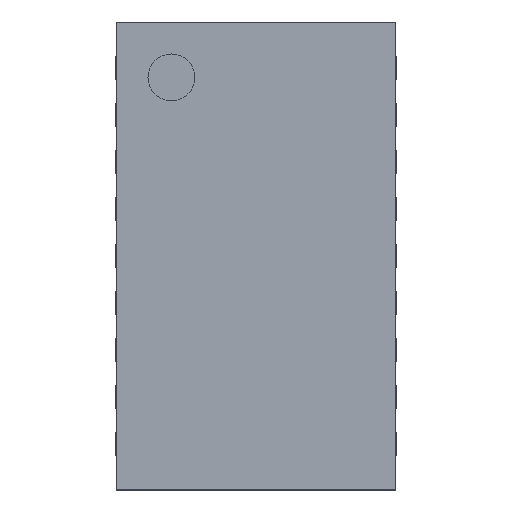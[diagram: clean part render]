
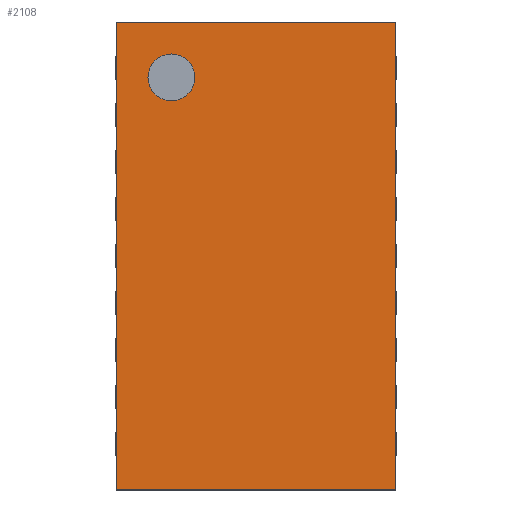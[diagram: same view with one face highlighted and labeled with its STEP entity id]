
A CAD part, top view. The second image highlights one B-rep face of the part: STEP entity #2108.
In plain terms, the highlighted planar face has unit normal (0, 0, 1).
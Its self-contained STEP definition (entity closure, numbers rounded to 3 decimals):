
#12=DIRECTION('',(0.,0.,1.));
#95=DIRECTION('',(0.,0.,-1.));
#152=VECTOR('',#153,1.);
#153=DIRECTION('',(0.,-1.,0.));
#159=VECTOR('',#160,1.);
#160=DIRECTION('',(1.,0.,0.));
#613=VERTEX_POINT('',#614);
#614=CARTESIAN_POINT('',(-1.49,2.49,0.77));
#616=ORIENTED_EDGE('',*,*,#617,.T.);
#617=EDGE_CURVE('',#613,#618,#620,.T.);
#618=VERTEX_POINT('',#619);
#619=CARTESIAN_POINT('',(-1.49,-2.49,0.77));
#620=LINE('',#614,#152);
#783=VERTEX_POINT('',#784);
#784=CARTESIAN_POINT('',(1.49,2.49,0.77));
#787=EDGE_CURVE('',#783,#788,#790,.T.);
#788=VERTEX_POINT('',#789);
#789=CARTESIAN_POINT('',(1.49,-2.49,0.77));
#790=LINE('',#784,#152);
#945=ORIENTED_EDGE('',*,*,#946,.F.);
#946=EDGE_CURVE('',#613,#783,#947,.T.);
#947=LINE('',#614,#159);
#2027=EDGE_CURVE('',#618,#788,#2028,.T.);
#2028=LINE('',#619,#159);
#2108=ADVANCED_FACE('',(#2109,#2113),#2122,.T.);
#2109=FACE_BOUND('',#2110,.T.);
#2110=EDGE_LOOP('',(#945,#616,#2111,#2112));
#2111=ORIENTED_EDGE('',*,*,#2027,.T.);
#2112=ORIENTED_EDGE('',*,*,#787,.F.);
#2113=FACE_BOUND('',#2114,.T.);
#2114=EDGE_LOOP('',(#2115));
#2115=ORIENTED_EDGE('',*,*,#2116,.T.);
#2116=EDGE_CURVE('',#2117,#2117,#2119,.T.);
#2117=VERTEX_POINT('',#2118);
#2118=CARTESIAN_POINT('',(-0.9,1.65,0.77));
#2119=CIRCLE('',#2120,0.25);
#2120=AXIS2_PLACEMENT_3D('',#2121,#95,#153);
#2121=CARTESIAN_POINT('',(-0.9,1.9,0.77));
#2122=PLANE('',#2123);
#2123=AXIS2_PLACEMENT_3D('',#614,#12,#153);
